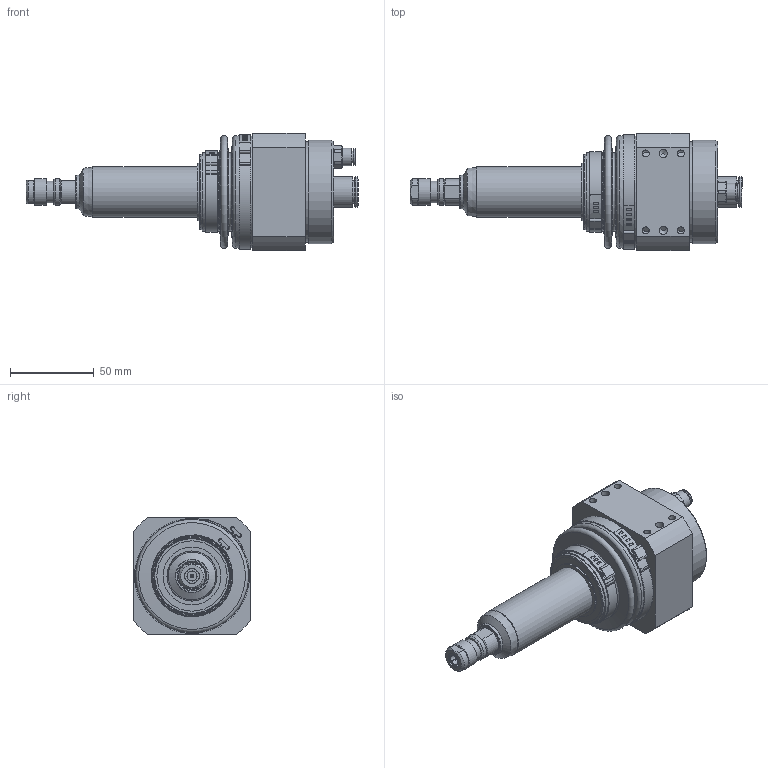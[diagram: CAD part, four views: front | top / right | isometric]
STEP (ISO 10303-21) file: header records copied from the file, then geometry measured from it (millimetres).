
FILE_DESCRIPTION(/* description */ ('ESR 350'),/* implementation_level */ '2;1');
FILE_NAME(/* name */ 'ESR 350_60008595.stp',/* time_stamp */ '2023-08-08T13:55:26+02:00',/* author */ ('DSteinicke'),/* organization */ (''),/* preprocessor_version */ 'ST-DEVELOPER v19.2',/* originating_system */ 'Autodesk Inventor 2024',/* authorisation */ '');
FILE_SCHEMA (('AUTOMOTIVE_DESIGN { 1 0 10303 214 3 1 1 }'));
Length unit declared in the file: millimetre
Products named in the file (1): 60008595
Bounding box: 198.52 x 70 x 70 mm (x, y, z)
Volume: 343140.5 mm3; surface area: 45790.6 mm2
Topology: 1 solids, 2 shells, 342 faces, 905 edges, 582 vertices
Faces by surface type: plane 140, cylinder 117, cone 72, torus 13
Full cylindrical faces by diameter (mm): 1 x1, 4.134 x4, 4.99 x2, 5 x2, 6 x2, 7 x1, 7.2 x1, 8.565 x1, 8.566 x1, 9.188 x1, 9.2 x1, 9.9 x1, 10.6 x1, 12 x1, 12.19 x1, 13 x2, 13.2 x1, 16 x3, 17.3 x2, 17.4 x1, 18.5 x2, 20 x1, 28.552 x1, 29 x1, 30 x1, 34 x1, 34.5 x1, 45 x1, 47 x1, 60 x1
Entity records: 11511 total; most frequent: CARTESIAN_POINT 2482, DIRECTION 1851, ORIENTED_EDGE 1808, EDGE_CURVE 904, AXIS2_PLACEMENT_3D 748, VERTEX_POINT 582, CIRCLE 405, EDGE_LOOP 390
